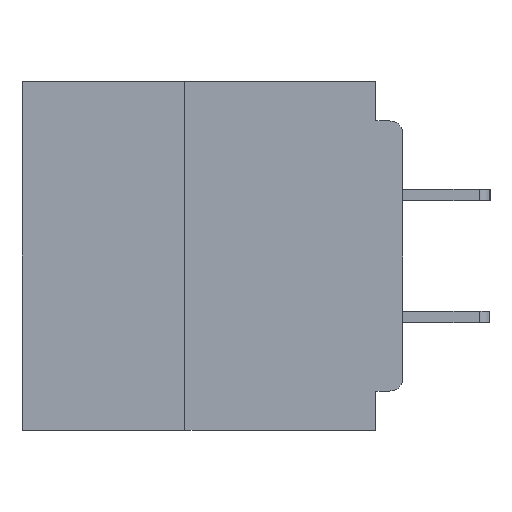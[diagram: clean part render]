
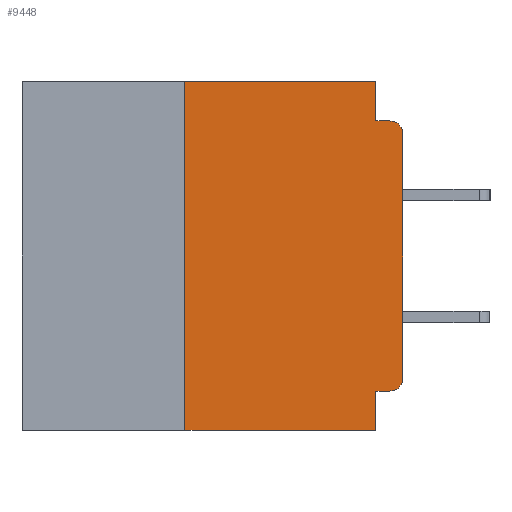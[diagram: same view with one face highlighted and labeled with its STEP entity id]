
A CAD part, left-side view. The second image highlights one B-rep face of the part: STEP entity #9448.
In plain terms, the highlighted planar face has unit normal (-1, 0, 0).
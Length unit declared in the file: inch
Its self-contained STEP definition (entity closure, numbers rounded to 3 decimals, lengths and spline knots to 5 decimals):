
#963 = LINE ( 'NONE', #25867, #10133 ) ;
#1276 = DIRECTION ( 'NONE',  ( 0., 0., -1. ) ) ;
#1328 = DIRECTION ( 'NONE',  ( 0., 0., -1. ) ) ;
#2190 = LINE ( 'NONE', #2789, #42264 ) ;
#2789 = CARTESIAN_POINT ( 'NONE',  ( 0., 0.25, -0.4 ) ) ;
#3471 = CARTESIAN_POINT ( 'NONE',  ( 0., 0.031, -0.355 ) ) ;
#3738 = DIRECTION ( 'NONE',  ( 0., 0., -1. ) ) ;
#4209 = AXIS2_PLACEMENT_3D ( 'NONE', #50092, #27119, #3738 ) ;
#6228 = VERTEX_POINT ( 'NONE', #20132 ) ;
#7196 = ORIENTED_EDGE ( 'NONE', *, *, #46108, .T. ) ;
#9448 = ADVANCED_FACE ( 'NONE', ( #35541 ), #33124, .F. ) ;
#9686 = DIRECTION ( 'NONE',  ( 1., 0., 0. ) ) ;
#9861 = DIRECTION ( 'NONE',  ( 0., 0., -1. ) ) ;
#9906 = ORIENTED_EDGE ( 'NONE', *, *, #24891, .F. ) ;
#10133 = VECTOR ( 'NONE', #14289, 39.37008 ) ;
#11136 = CARTESIAN_POINT ( 'NONE',  ( 0., 0.031, -0.4 ) ) ;
#11683 = VECTOR ( 'NONE', #34356, 39.37008 ) ;
#11704 = EDGE_CURVE ( 'NONE', #14968, #47572, #32375, .T. ) ;
#11987 = DIRECTION ( 'NONE',  ( 0., -1., 0. ) ) ;
#12656 = CARTESIAN_POINT ( 'NONE',  ( 0., 0., -0.34 ) ) ;
#13542 = CARTESIAN_POINT ( 'NONE',  ( 0., 0.031, -0.4 ) ) ;
#14289 = DIRECTION ( 'NONE',  ( 0., -1., 0. ) ) ;
#14365 = ORIENTED_EDGE ( 'NONE', *, *, #22234, .F. ) ;
#14968 = VERTEX_POINT ( 'NONE', #46766 ) ;
#15259 = VECTOR ( 'NONE', #49784, 39.37008 ) ;
#15409 = EDGE_CURVE ( 'NONE', #21266, #42850, #2190, .T. ) ;
#17871 = ORIENTED_EDGE ( 'NONE', *, *, #47461, .T. ) ;
#18315 = ORIENTED_EDGE ( 'NONE', *, *, #15409, .F. ) ;
#18541 = DIRECTION ( 'NONE',  ( 0., 0., 1. ) ) ;
#20132 = CARTESIAN_POINT ( 'NONE',  ( 0., 0.031, 0. ) ) ;
#20262 = LINE ( 'NONE', #43881, #39561 ) ;
#21266 = VERTEX_POINT ( 'NONE', #39434 ) ;
#21679 = VERTEX_POINT ( 'NONE', #49604 ) ;
#22234 = EDGE_CURVE ( 'NONE', #38133, #21679, #963, .T. ) ;
#22881 = VERTEX_POINT ( 'NONE', #3471 ) ;
#23511 = EDGE_CURVE ( 'NONE', #14968, #22881, #48147, .T. ) ;
#24712 = DIRECTION ( 'NONE',  ( -1., 0., 0. ) ) ;
#24891 = EDGE_CURVE ( 'NONE', #6228, #38133, #20262, .T. ) ;
#24915 = CIRCLE ( 'NONE', #4209, 0.015 ) ;
#25867 = CARTESIAN_POINT ( 'NONE',  ( 0., 0., -0.045 ) ) ;
#26014 = VECTOR ( 'NONE', #34130, 39.37008 ) ;
#26397 = CARTESIAN_POINT ( 'NONE',  ( 0., 0.437, 0. ) ) ;
#27119 = DIRECTION ( 'NONE',  ( -1., 0., 0. ) ) ;
#29247 = CARTESIAN_POINT ( 'NONE',  ( 0., 0.437, 0. ) ) ;
#29796 = AXIS2_PLACEMENT_3D ( 'NONE', #29247, #9686, #9861 ) ;
#30344 = VERTEX_POINT ( 'NONE', #43812 ) ;
#31383 = CARTESIAN_POINT ( 'NONE',  ( 0., 0.437, -0.4 ) ) ;
#32375 = CIRCLE ( 'NONE', #47519, 0.015 ) ;
#32616 = VECTOR ( 'NONE', #11987, 39.37008 ) ;
#32762 = EDGE_CURVE ( 'NONE', #47572, #30344, #43697, .T. ) ;
#33124 = PLANE ( 'NONE',  #29796 ) ;
#34091 = ORIENTED_EDGE ( 'NONE', *, *, #41638, .F. ) ;
#34130 = DIRECTION ( 'NONE',  ( 0., -1., 0. ) ) ;
#34356 = DIRECTION ( 'NONE',  ( 0., 0., -1. ) ) ;
#34524 = CARTESIAN_POINT ( 'NONE',  ( 0., 0., 0. ) ) ;
#35407 = DIRECTION ( 'NONE',  ( 0., 1., 0. ) ) ;
#35541 = FACE_OUTER_BOUND ( 'NONE', #45146, .T. ) ;
#37486 = LINE ( 'NONE', #26397, #26014 ) ;
#38088 = EDGE_CURVE ( 'NONE', #22881, #40808, #41375, .T. ) ;
#38133 = VERTEX_POINT ( 'NONE', #42284 ) ;
#39434 = CARTESIAN_POINT ( 'NONE',  ( 0., 0.25, -0.4 ) ) ;
#39561 = VECTOR ( 'NONE', #1276, 39.37008 ) ;
#39642 = ORIENTED_EDGE ( 'NONE', *, *, #23511, .F. ) ;
#40808 = VERTEX_POINT ( 'NONE', #13542 ) ;
#41375 = LINE ( 'NONE', #11136, #11683 ) ;
#41638 = EDGE_CURVE ( 'NONE', #42850, #6228, #37486, .T. ) ;
#41763 = ORIENTED_EDGE ( 'NONE', *, *, #32762, .T. ) ;
#42123 = CARTESIAN_POINT ( 'NONE',  ( 0., 0.25, 0. ) ) ;
#42264 = VECTOR ( 'NONE', #18541, 39.37008 ) ;
#42284 = CARTESIAN_POINT ( 'NONE',  ( 0., 0.031, -0.045 ) ) ;
#42844 = LINE ( 'NONE', #31383, #32616 ) ;
#42850 = VERTEX_POINT ( 'NONE', #42123 ) ;
#43697 = LINE ( 'NONE', #34524, #15259 ) ;
#43812 = CARTESIAN_POINT ( 'NONE',  ( 0., 0., -0.06 ) ) ;
#43881 = CARTESIAN_POINT ( 'NONE',  ( 0., 0.031, 0. ) ) ;
#44152 = ORIENTED_EDGE ( 'NONE', *, *, #11704, .T. ) ;
#45146 = EDGE_LOOP ( 'NONE', ( #41763, #7196, #14365, #9906, #34091, #18315, #17871, #49628, #39642, #44152 ) ) ;
#45747 = VECTOR ( 'NONE', #35407, 39.37008 ) ;
#46108 = EDGE_CURVE ( 'NONE', #30344, #21679, #24915, .T. ) ;
#46766 = CARTESIAN_POINT ( 'NONE',  ( 0., 0.015, -0.355 ) ) ;
#46874 = CARTESIAN_POINT ( 'NONE',  ( 0., 0., -0.355 ) ) ;
#47461 = EDGE_CURVE ( 'NONE', #21266, #40808, #42844, .T. ) ;
#47519 = AXIS2_PLACEMENT_3D ( 'NONE', #47773, #24712, #1328 ) ;
#47572 = VERTEX_POINT ( 'NONE', #12656 ) ;
#47773 = CARTESIAN_POINT ( 'NONE',  ( 0., 0.015, -0.34 ) ) ;
#48147 = LINE ( 'NONE', #46874, #45747 ) ;
#49604 = CARTESIAN_POINT ( 'NONE',  ( 0., 0.015, -0.045 ) ) ;
#49628 = ORIENTED_EDGE ( 'NONE', *, *, #38088, .F. ) ;
#49784 = DIRECTION ( 'NONE',  ( 0., 0., 1. ) ) ;
#50092 = CARTESIAN_POINT ( 'NONE',  ( 0., 0.015, -0.06 ) ) ;
